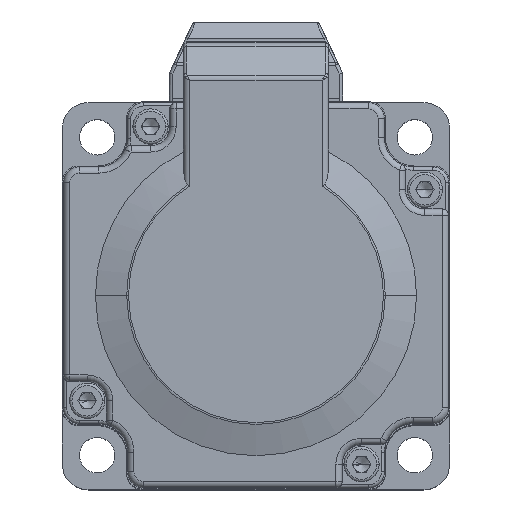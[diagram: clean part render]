
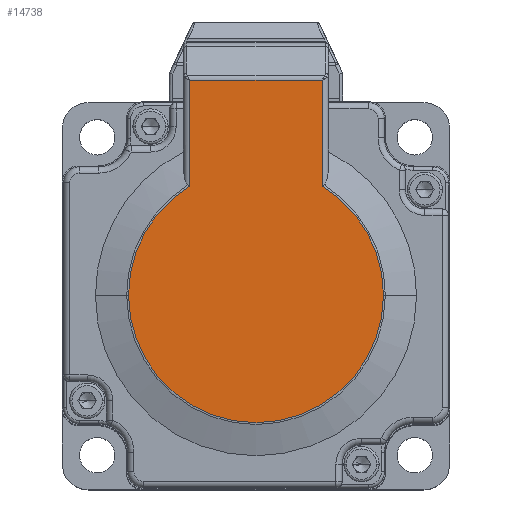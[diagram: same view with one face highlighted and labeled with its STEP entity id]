
A CAD part, top view. The second image highlights one B-rep face of the part: STEP entity #14738.
In plain terms, the highlighted planar face has unit normal (0, 0, 1).
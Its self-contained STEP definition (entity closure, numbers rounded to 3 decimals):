
#336 = CIRCLE ( 'NONE', #27216, 19.853 ) ;
#3667 = LINE ( 'NONE', #30818, #18126 ) ;
#5921 = LINE ( 'NONE', #14790, #8687 ) ;
#7141 = DIRECTION ( 'NONE',  ( 0., 0., 1. ) ) ;
#7564 = EDGE_CURVE ( 'NONE', #32021, #17474, #28843, .T. ) ;
#7714 = EDGE_LOOP ( 'NONE', ( #8568, #15721, #10036, #18598, #8029, #20648 ) ) ;
#8029 = ORIENTED_EDGE ( 'NONE', *, *, #33028, .T. ) ;
#8568 = ORIENTED_EDGE ( 'NONE', *, *, #15228, .T. ) ;
#8687 = VECTOR ( 'NONE', #12074, 1000. ) ;
#8750 = CARTESIAN_POINT ( 'NONE',  ( 10.3, 16.972, 112.2 ) ) ;
#8860 = VERTEX_POINT ( 'NONE', #8750 ) ;
#8941 = CARTESIAN_POINT ( 'NONE',  ( 0., 0., 112.2 ) ) ;
#9824 = VERTEX_POINT ( 'NONE', #15458 ) ;
#10036 = ORIENTED_EDGE ( 'NONE', *, *, #7564, .T. ) ;
#11816 = DIRECTION ( 'NONE',  ( 0., 0., 1. ) ) ;
#12074 = DIRECTION ( 'NONE',  ( 0., 1., 0. ) ) ;
#12849 = EDGE_CURVE ( 'NONE', #17474, #17259, #32127, .T. ) ;
#13850 = AXIS2_PLACEMENT_3D ( 'NONE', #14436, #29817, #27312 ) ;
#14138 = DIRECTION ( 'NONE',  ( 1., 0., 0. ) ) ;
#14436 = CARTESIAN_POINT ( 'NONE',  ( 0., 0., 112.2 ) ) ;
#14628 = VERTEX_POINT ( 'NONE', #24288 ) ;
#14738 = ADVANCED_FACE ( 'NONE', ( #27853 ), #14895, .T. ) ;
#14790 = CARTESIAN_POINT ( 'NONE',  ( 10.3, 33.9, 112.2 ) ) ;
#14895 = PLANE ( 'NONE',  #13850 ) ;
#15228 = EDGE_CURVE ( 'NONE', #14628, #9824, #24990, .T. ) ;
#15458 = CARTESIAN_POINT ( 'NONE',  ( -10.3, 33.486, 112.2 ) ) ;
#15711 = AXIS2_PLACEMENT_3D ( 'NONE', #22534, #7141, #30199 ) ;
#15721 = ORIENTED_EDGE ( 'NONE', *, *, #15996, .T. ) ;
#15996 = EDGE_CURVE ( 'NONE', #9824, #32021, #3667, .T. ) ;
#17093 = DIRECTION ( 'NONE',  ( 1., 0., 0. ) ) ;
#17259 = VERTEX_POINT ( 'NONE', #24953 ) ;
#17474 = VERTEX_POINT ( 'NONE', #31466 ) ;
#18126 = VECTOR ( 'NONE', #23024, 1000. ) ;
#18598 = ORIENTED_EDGE ( 'NONE', *, *, #12849, .T. ) ;
#19188 = CARTESIAN_POINT ( 'NONE',  ( -11.3, 33.486, 112.2 ) ) ;
#19439 = CARTESIAN_POINT ( 'NONE',  ( 0., 0., 112.2 ) ) ;
#20648 = ORIENTED_EDGE ( 'NONE', *, *, #22907, .T. ) ;
#22534 = CARTESIAN_POINT ( 'NONE',  ( 0., 0., 112.2 ) ) ;
#22907 = EDGE_CURVE ( 'NONE', #8860, #14628, #5921, .T. ) ;
#23024 = DIRECTION ( 'NONE',  ( 0., -1., 0. ) ) ;
#24288 = CARTESIAN_POINT ( 'NONE',  ( 10.3, 33.486, 112.2 ) ) ;
#24585 = AXIS2_PLACEMENT_3D ( 'NONE', #19439, #11816, #17093 ) ;
#24953 = CARTESIAN_POINT ( 'NONE',  ( 19.853, 0., 112.2 ) ) ;
#24990 = LINE ( 'NONE', #19188, #33064 ) ;
#26913 = DIRECTION ( 'NONE',  ( 0., 0., 1. ) ) ;
#27216 = AXIS2_PLACEMENT_3D ( 'NONE', #8941, #26913, #14138 ) ;
#27312 = DIRECTION ( 'NONE',  ( 1., 0., 0. ) ) ;
#27853 = FACE_OUTER_BOUND ( 'NONE', #7714, .T. ) ;
#27899 = CARTESIAN_POINT ( 'NONE',  ( -10.3, 16.972, 112.2 ) ) ;
#28843 = CIRCLE ( 'NONE', #24585, 19.853 ) ;
#29434 = DIRECTION ( 'NONE',  ( -1., 0., 0. ) ) ;
#29817 = DIRECTION ( 'NONE',  ( 0., 0., 1. ) ) ;
#30199 = DIRECTION ( 'NONE',  ( 1., 0., 0. ) ) ;
#30818 = CARTESIAN_POINT ( 'NONE',  ( -10.3, 16.502, 112.2 ) ) ;
#31466 = CARTESIAN_POINT ( 'NONE',  ( -19.853, 0., 112.2 ) ) ;
#32021 = VERTEX_POINT ( 'NONE', #27899 ) ;
#32127 = CIRCLE ( 'NONE', #15711, 19.853 ) ;
#33028 = EDGE_CURVE ( 'NONE', #17259, #8860, #336, .T. ) ;
#33064 = VECTOR ( 'NONE', #29434, 1000. ) ;
